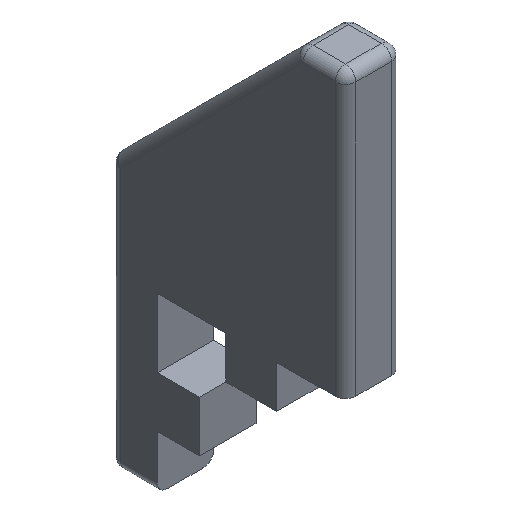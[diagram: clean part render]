
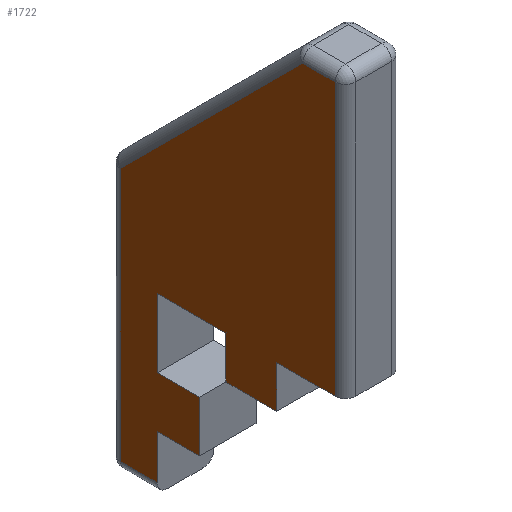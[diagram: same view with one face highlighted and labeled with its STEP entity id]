
A CAD part, isometric view. The second image highlights one B-rep face of the part: STEP entity #1722.
In plain terms, the highlighted planar face has unit normal (-1, 0, 0).
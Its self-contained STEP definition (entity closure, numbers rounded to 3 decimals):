
#12 = ORIENTED_EDGE ( 'NONE', *, *, #1914, .T. ) ;
#24 = CARTESIAN_POINT ( 'NONE',  ( 137., 10., 2.7 ) ) ;
#27 = LINE ( 'NONE', #390, #1520 ) ;
#51 = DIRECTION ( 'NONE',  ( 1., 0., 0. ) ) ;
#67 = DIRECTION ( 'NONE',  ( 0., 0., 1. ) ) ;
#71 = VECTOR ( 'NONE', #1632, 1000. ) ;
#78 = LINE ( 'NONE', #557, #714 ) ;
#114 = ORIENTED_EDGE ( 'NONE', *, *, #431, .T. ) ;
#128 = VERTEX_POINT ( 'NONE', #912 ) ;
#145 = EDGE_LOOP ( 'NONE', ( #1445, #114, #937, #1303, #1047, #1637, #1337, #1054, #689, #12, #765, #1021, #587, #894, #1994 ) ) ;
#158 = LINE ( 'NONE', #686, #71 ) ;
#167 = VECTOR ( 'NONE', #416, 1000. ) ;
#172 = VECTOR ( 'NONE', #1777, 1000. ) ;
#228 = LINE ( 'NONE', #2052, #967 ) ;
#265 = DIRECTION ( 'NONE',  ( 0., 0., 1. ) ) ;
#308 = CARTESIAN_POINT ( 'NONE',  ( 137., 10., -2.7 ) ) ;
#340 = VERTEX_POINT ( 'NONE', #1236 ) ;
#342 = VERTEX_POINT ( 'NONE', #1874 ) ;
#346 = CARTESIAN_POINT ( 'NONE',  ( 137., 0., 0. ) ) ;
#350 = EDGE_CURVE ( 'NONE', #539, #2044, #1078, .T. ) ;
#374 = DIRECTION ( 'NONE',  ( 0., 0., -1. ) ) ;
#377 = DIRECTION ( 'NONE',  ( 0., 0., -1. ) ) ;
#381 = CARTESIAN_POINT ( 'NONE',  ( 137., -2.7, 10. ) ) ;
#382 = DIRECTION ( 'NONE',  ( 0., -1., 0. ) ) ;
#390 = CARTESIAN_POINT ( 'NONE',  ( 137., -8.9, 0. ) ) ;
#416 = DIRECTION ( 'NONE',  ( 0., -1., 0. ) ) ;
#418 = LINE ( 'NONE', #1552, #1396 ) ;
#431 = EDGE_CURVE ( 'NONE', #1276, #1976, #27, .T. ) ;
#440 = VERTEX_POINT ( 'NONE', #1207 ) ;
#451 = VERTEX_POINT ( 'NONE', #726 ) ;
#525 = LINE ( 'NONE', #1343, #1970 ) ;
#539 = VERTEX_POINT ( 'NONE', #1996 ) ;
#548 = DIRECTION ( 'NONE',  ( 0., 0., 1. ) ) ;
#554 = EDGE_CURVE ( 'NONE', #2055, #1276, #1677, .T. ) ;
#557 = CARTESIAN_POINT ( 'NONE',  ( 137., 2.7, 5.5 ) ) ;
#587 = ORIENTED_EDGE ( 'NONE', *, *, #1070, .T. ) ;
#594 = CARTESIAN_POINT ( 'NONE',  ( 137., 10., -7.4 ) ) ;
#630 = LINE ( 'NONE', #308, #1938 ) ;
#649 = LINE ( 'NONE', #24, #172 ) ;
#686 = CARTESIAN_POINT ( 'NONE',  ( 137., 10., 2.7 ) ) ;
#689 = ORIENTED_EDGE ( 'NONE', *, *, #350, .T. ) ;
#714 = VECTOR ( 'NONE', #1195, 1000. ) ;
#722 = EDGE_CURVE ( 'NONE', #1487, #440, #1346, .T. ) ;
#726 = CARTESIAN_POINT ( 'NONE',  ( 137., 10., 2.7 ) ) ;
#765 = ORIENTED_EDGE ( 'NONE', *, *, #1949, .T. ) ;
#794 = CARTESIAN_POINT ( 'NONE',  ( 137., 10., -2.7 ) ) ;
#801 = EDGE_CURVE ( 'NONE', #1976, #340, #418, .T. ) ;
#803 = CARTESIAN_POINT ( 'NONE',  ( 137., -2.7, 5.5 ) ) ;
#894 = ORIENTED_EDGE ( 'NONE', *, *, #1407, .T. ) ;
#912 = CARTESIAN_POINT ( 'NONE',  ( 137., 10., -2.7 ) ) ;
#919 = CARTESIAN_POINT ( 'NONE',  ( 137., 13.9, 19.544 ) ) ;
#920 = VECTOR ( 'NONE', #1841, 1000. ) ;
#937 = ORIENTED_EDGE ( 'NONE', *, *, #801, .T. ) ;
#967 = VECTOR ( 'NONE', #548, 1000. ) ;
#1007 = EDGE_CURVE ( 'NONE', #1144, #2012, #525, .T. ) ;
#1021 = ORIENTED_EDGE ( 'NONE', *, *, #1007, .T. ) ;
#1028 = VECTOR ( 'NONE', #374, 1000. ) ;
#1032 = CARTESIAN_POINT ( 'NONE',  ( 137., 16.722, 16.722 ) ) ;
#1037 = CARTESIAN_POINT ( 'NONE',  ( 137., 13.9, 0. ) ) ;
#1046 = DIRECTION ( 'NONE',  ( 0., -1., 0. ) ) ;
#1047 = ORIENTED_EDGE ( 'NONE', *, *, #722, .T. ) ;
#1054 = ORIENTED_EDGE ( 'NONE', *, *, #1700, .T. ) ;
#1056 = DIRECTION ( 'NONE',  ( 0., 1., 0. ) ) ;
#1070 = EDGE_CURVE ( 'NONE', #2012, #342, #1174, .T. ) ;
#1078 = LINE ( 'NONE', #1711, #1488 ) ;
#1140 = EDGE_CURVE ( 'NONE', #1649, #2055, #228, .T. ) ;
#1144 = VERTEX_POINT ( 'NONE', #1522 ) ;
#1170 = LINE ( 'NONE', #1032, #920 ) ;
#1174 = LINE ( 'NONE', #1809, #2030 ) ;
#1192 = CARTESIAN_POINT ( 'NONE',  ( 137., 5.5, 2.7 ) ) ;
#1195 = DIRECTION ( 'NONE',  ( 0., -1., 0. ) ) ;
#1201 = EDGE_CURVE ( 'NONE', #440, #1557, #1231, .T. ) ;
#1207 = CARTESIAN_POINT ( 'NONE',  ( 137., 13.9, -7.4 ) ) ;
#1211 = CARTESIAN_POINT ( 'NONE',  ( 137., -2.7, 10. ) ) ;
#1223 = VECTOR ( 'NONE', #1282, 1000. ) ;
#1231 = LINE ( 'NONE', #1868, #167 ) ;
#1236 = CARTESIAN_POINT ( 'NONE',  ( 137., -5.456, 38.9 ) ) ;
#1276 = VERTEX_POINT ( 'NONE', #1412 ) ;
#1282 = DIRECTION ( 'NONE',  ( 0., -1., 0. ) ) ;
#1303 = ORIENTED_EDGE ( 'NONE', *, *, #1397, .T. ) ;
#1317 = PLANE ( 'NONE',  #1900 ) ;
#1337 = ORIENTED_EDGE ( 'NONE', *, *, #2096, .T. ) ;
#1343 = CARTESIAN_POINT ( 'NONE',  ( 137., 10., 10. ) ) ;
#1346 = LINE ( 'NONE', #1037, #1028 ) ;
#1353 = VECTOR ( 'NONE', #1046, 1000. ) ;
#1373 = CARTESIAN_POINT ( 'NONE',  ( 137., 2.7, 10. ) ) ;
#1396 = VECTOR ( 'NONE', #1056, 1000. ) ;
#1397 = EDGE_CURVE ( 'NONE', #340, #1487, #1170, .T. ) ;
#1407 = EDGE_CURVE ( 'NONE', #342, #1649, #78, .T. ) ;
#1412 = CARTESIAN_POINT ( 'NONE',  ( 137., -8.9, 10. ) ) ;
#1445 = ORIENTED_EDGE ( 'NONE', *, *, #554, .T. ) ;
#1466 = CARTESIAN_POINT ( 'NONE',  ( 137., -8.9, 38.9 ) ) ;
#1487 = VERTEX_POINT ( 'NONE', #919 ) ;
#1488 = VECTOR ( 'NONE', #265, 1000. ) ;
#1520 = VECTOR ( 'NONE', #67, 1000. ) ;
#1522 = CARTESIAN_POINT ( 'NONE',  ( 137., 10., 10. ) ) ;
#1552 = CARTESIAN_POINT ( 'NONE',  ( 137., 0., 38.9 ) ) ;
#1557 = VERTEX_POINT ( 'NONE', #594 ) ;
#1594 = LINE ( 'NONE', #794, #1223 ) ;
#1632 = DIRECTION ( 'NONE',  ( 0., 1., 0. ) ) ;
#1637 = ORIENTED_EDGE ( 'NONE', *, *, #1201, .T. ) ;
#1649 = VERTEX_POINT ( 'NONE', #803 ) ;
#1677 = LINE ( 'NONE', #381, #1353 ) ;
#1700 = EDGE_CURVE ( 'NONE', #128, #539, #1594, .T. ) ;
#1711 = CARTESIAN_POINT ( 'NONE',  ( 137., 5.5, -2.7 ) ) ;
#1722 = ADVANCED_FACE ( 'NONE', ( #1838 ), #1317, .F. ) ;
#1777 = DIRECTION ( 'NONE',  ( 0., 0., 1. ) ) ;
#1809 = CARTESIAN_POINT ( 'NONE',  ( 137., 2.7, 5.5 ) ) ;
#1838 = FACE_OUTER_BOUND ( 'NONE', #145, .T. ) ;
#1841 = DIRECTION ( 'NONE',  ( 0., 0.707, -0.707 ) ) ;
#1868 = CARTESIAN_POINT ( 'NONE',  ( 137., 0., -7.4 ) ) ;
#1874 = CARTESIAN_POINT ( 'NONE',  ( 137., 2.7, 5.5 ) ) ;
#1900 = AXIS2_PLACEMENT_3D ( 'NONE', #346, #51, #377 ) ;
#1914 = EDGE_CURVE ( 'NONE', #2044, #451, #158, .T. ) ;
#1922 = DIRECTION ( 'NONE',  ( 0., 0., 1. ) ) ;
#1938 = VECTOR ( 'NONE', #1922, 1000. ) ;
#1949 = EDGE_CURVE ( 'NONE', #451, #1144, #649, .T. ) ;
#1970 = VECTOR ( 'NONE', #382, 1000. ) ;
#1976 = VERTEX_POINT ( 'NONE', #1466 ) ;
#1994 = ORIENTED_EDGE ( 'NONE', *, *, #1140, .T. ) ;
#1996 = CARTESIAN_POINT ( 'NONE',  ( 137., 5.5, -2.7 ) ) ;
#1998 = DIRECTION ( 'NONE',  ( 0., 0., -1. ) ) ;
#2012 = VERTEX_POINT ( 'NONE', #1373 ) ;
#2030 = VECTOR ( 'NONE', #1998, 1000. ) ;
#2044 = VERTEX_POINT ( 'NONE', #1192 ) ;
#2052 = CARTESIAN_POINT ( 'NONE',  ( 137., -2.7, 5.5 ) ) ;
#2055 = VERTEX_POINT ( 'NONE', #1211 ) ;
#2096 = EDGE_CURVE ( 'NONE', #1557, #128, #630, .T. ) ;
